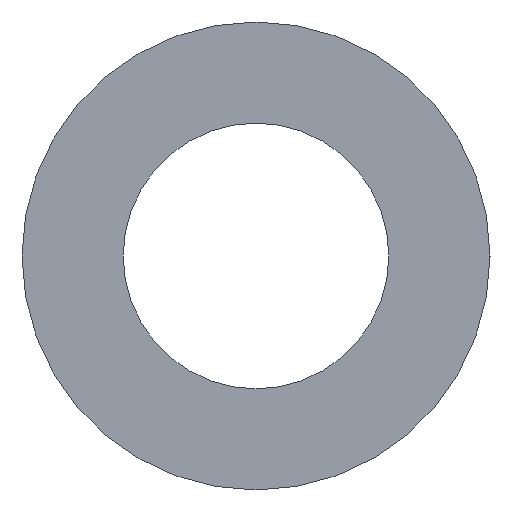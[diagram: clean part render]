
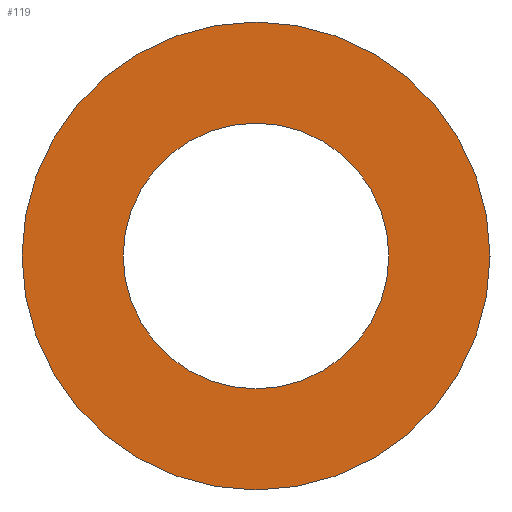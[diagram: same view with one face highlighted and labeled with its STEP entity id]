
A CAD part, front view. The second image highlights one B-rep face of the part: STEP entity #119.
In plain terms, the highlighted planar face has unit normal (0, -1, 0).
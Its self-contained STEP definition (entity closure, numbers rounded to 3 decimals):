
#2 = CARTESIAN_POINT ( 'NONE',  ( 0., -4., 0. ) ) ;
#3 = CARTESIAN_POINT ( 'NONE',  ( 0., -4., 0. ) ) ;
#11 = EDGE_LOOP ( 'NONE', ( #147, #152 ) ) ;
#19 = DIRECTION ( 'NONE',  ( 0., 0., 1. ) ) ;
#25 = AXIS2_PLACEMENT_3D ( 'NONE', #161, #217, #218 ) ;
#26 = CARTESIAN_POINT ( 'NONE',  ( 0., -4., -18.5 ) ) ;
#34 = CIRCLE ( 'NONE', #73, 18.5 ) ;
#38 = CARTESIAN_POINT ( 'NONE',  ( 10.5, -4., 0. ) ) ;
#55 = AXIS2_PLACEMENT_3D ( 'NONE', #38, #249, #190 ) ;
#59 = CARTESIAN_POINT ( 'NONE',  ( 0., -4., -10.5 ) ) ;
#73 = AXIS2_PLACEMENT_3D ( 'NONE', #198, #133, #212 ) ;
#77 = DIRECTION ( 'NONE',  ( 0., 1., 0. ) ) ;
#78 = PLANE ( 'NONE',  #55 ) ;
#83 = EDGE_CURVE ( 'NONE', #126, #110, #208, .T. ) ;
#106 = EDGE_CURVE ( 'NONE', #191, #173, #114, .T. ) ;
#110 = VERTEX_POINT ( 'NONE', #213 ) ;
#113 = EDGE_LOOP ( 'NONE', ( #211, #127 ) ) ;
#114 = CIRCLE ( 'NONE', #25, 10.5 ) ;
#116 = DIRECTION ( 'NONE',  ( 0., 1., 0. ) ) ;
#119 = ADVANCED_FACE ( 'NONE', ( #175, #139 ), #78, .F. ) ;
#124 = AXIS2_PLACEMENT_3D ( 'NONE', #2, #116, #157 ) ;
#126 = VERTEX_POINT ( 'NONE', #26 ) ;
#127 = ORIENTED_EDGE ( 'NONE', *, *, #223, .T. ) ;
#133 = DIRECTION ( 'NONE',  ( 0., 1., 0. ) ) ;
#135 = AXIS2_PLACEMENT_3D ( 'NONE', #3, #77, #19 ) ;
#139 = FACE_BOUND ( 'NONE', #113, .T. ) ;
#147 = ORIENTED_EDGE ( 'NONE', *, *, #228, .F. ) ;
#152 = ORIENTED_EDGE ( 'NONE', *, *, #83, .F. ) ;
#155 = CIRCLE ( 'NONE', #135, 10.5 ) ;
#157 = DIRECTION ( 'NONE',  ( 0., 0., 1. ) ) ;
#161 = CARTESIAN_POINT ( 'NONE',  ( 0., -4., 0. ) ) ;
#173 = VERTEX_POINT ( 'NONE', #59 ) ;
#175 = FACE_OUTER_BOUND ( 'NONE', #11, .T. ) ;
#190 = DIRECTION ( 'NONE',  ( 0., 0., 1. ) ) ;
#191 = VERTEX_POINT ( 'NONE', #210 ) ;
#198 = CARTESIAN_POINT ( 'NONE',  ( 0., -4., 0. ) ) ;
#208 = CIRCLE ( 'NONE', #124, 18.5 ) ;
#210 = CARTESIAN_POINT ( 'NONE',  ( 0., -4., 10.5 ) ) ;
#211 = ORIENTED_EDGE ( 'NONE', *, *, #106, .T. ) ;
#212 = DIRECTION ( 'NONE',  ( 0., 0., 1. ) ) ;
#213 = CARTESIAN_POINT ( 'NONE',  ( 0., -4., 18.5 ) ) ;
#217 = DIRECTION ( 'NONE',  ( 0., 1., 0. ) ) ;
#218 = DIRECTION ( 'NONE',  ( 0., 0., 1. ) ) ;
#223 = EDGE_CURVE ( 'NONE', #173, #191, #155, .T. ) ;
#228 = EDGE_CURVE ( 'NONE', #110, #126, #34, .T. ) ;
#249 = DIRECTION ( 'NONE',  ( 0., 1., 0. ) ) ;
